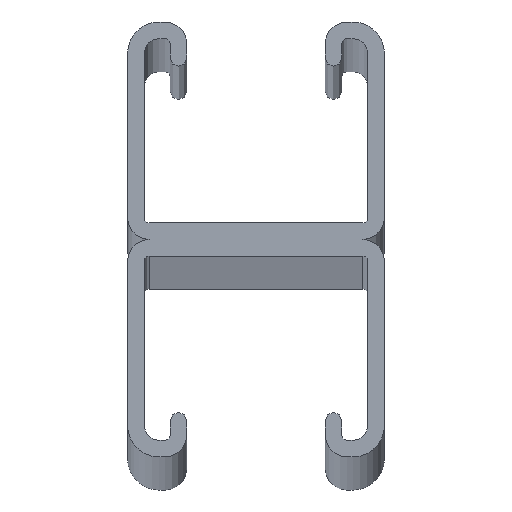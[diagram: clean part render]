
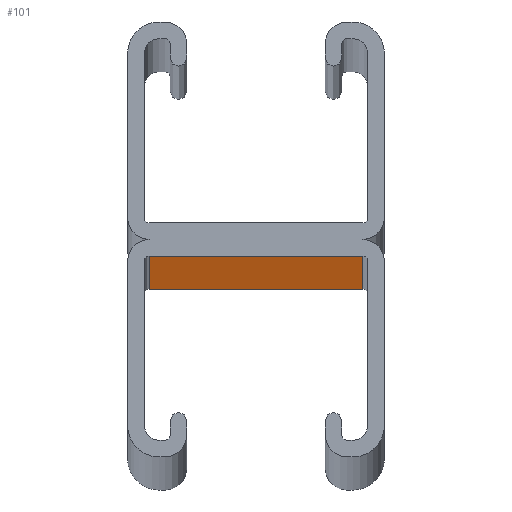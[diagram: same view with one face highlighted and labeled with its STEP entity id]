
A CAD part, top view. The second image highlights one B-rep face of the part: STEP entity #101.
In plain terms, the highlighted planar face has unit normal (0, -1, 0).
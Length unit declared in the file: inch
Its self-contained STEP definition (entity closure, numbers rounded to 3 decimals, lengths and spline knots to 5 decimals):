
#101=ADVANCED_FACE('',(#241),#242,.T.);
#241=FACE_OUTER_BOUND('',#417,.T.);
#242=PLANE('',#418);
#417=EDGE_LOOP('',(#687,#688,#689,#690));
#418=AXIS2_PLACEMENT_3D('',#691,#692,#693);
#687=ORIENTED_EDGE('',*,*,#1162,.T.);
#688=ORIENTED_EDGE('',*,*,#1124,.F.);
#689=ORIENTED_EDGE('',*,*,#1195,.F.);
#690=ORIENTED_EDGE('',*,*,#1196,.T.);
#691=CARTESIAN_POINT('',(0.0,-0.105,0.0));
#692=DIRECTION('',(0.0,-1.0,0.0));
#693=DIRECTION('',(1.0,0.0,-0.0));
#1124=EDGE_CURVE('',#1357,#1352,#1359,.T.);
#1162=EDGE_CURVE('',#1426,#1352,#1427,.T.);
#1195=EDGE_CURVE('',#1484,#1357,#1485,.T.);
#1196=EDGE_CURVE('',#1484,#1426,#1486,.T.);
#1352=VERTEX_POINT('',#1687);
#1357=VERTEX_POINT('',#1693);
#1359=LINE('',#1695,#1696);
#1426=VERTEX_POINT('',#1781);
#1427=LINE('',#1782,#1783);
#1484=VERTEX_POINT('',#1857);
#1485=LINE('',#1858,#1859);
#1486=LINE('',#1860,#1861);
#1687=CARTESIAN_POINT('',(-0.67625,-0.105,120.0));
#1693=CARTESIAN_POINT('',(-0.67625,-0.105,0.0));
#1695=CARTESIAN_POINT('',(-0.67625,-0.105,0.0));
#1696=VECTOR('',#2111,1.0);
#1781=CARTESIAN_POINT('',(0.67625,-0.105,120.0));
#1782=CARTESIAN_POINT('',(0.67625,-0.105,120.0));
#1783=VECTOR('',#2175,1.0);
#1857=CARTESIAN_POINT('',(0.67625,-0.105,0.0));
#1858=CARTESIAN_POINT('',(0.67625,-0.105,0.0));
#1859=VECTOR('',#2229,1.0);
#1860=CARTESIAN_POINT('',(0.67625,-0.105,0.0));
#1861=VECTOR('',#2230,1.0);
#2111=DIRECTION('',(0.0,0.0,1.0));
#2175=DIRECTION('',(-1.0,0.0,0.0));
#2229=DIRECTION('',(-1.0,0.0,0.0));
#2230=DIRECTION('',(0.0,0.0,1.0));
